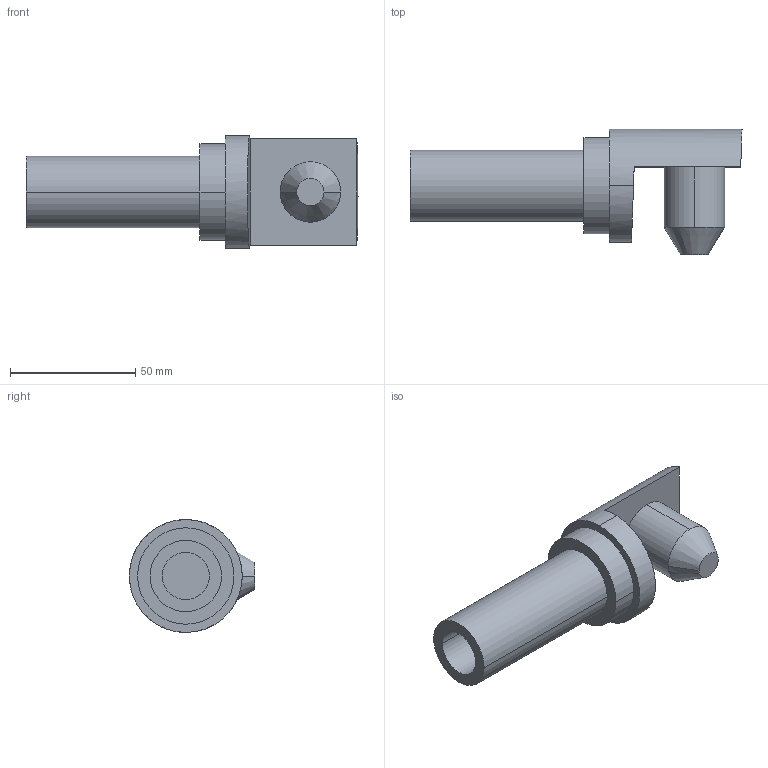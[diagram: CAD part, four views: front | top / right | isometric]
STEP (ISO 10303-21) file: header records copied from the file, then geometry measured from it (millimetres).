
FILE_DESCRIPTION (( 'STEP AP214' ), '1' );
FILE_NAME ('PC2V319092023.SLDPCRT.STEP', '2023-10-17T10:39:36', ( '' ), ( '' ), 'SwSTEP 2.0', 'SolidWorks 2022', '' );
FILE_SCHEMA (( 'AUTOMOTIVE_DESIGN' ));
Length unit declared in the file: millimetre
Products named in the file (1): PC2V319092023.SLDPCRT
Bounding box: 132.37 x 49.96 x 45 mm (x, y, z)
Volume: 82589 mm3; surface area: 22967.5 mm2
Topology: 1 solids, 1 shells, 20 faces, 42 edges, 28 vertices
Faces by surface type: cylinder 10, plane 8, cone 2
Entity records: 582 total; most frequent: CARTESIAN_POINT 103, DIRECTION 102, ORIENTED_EDGE 84, AXIS2_PLACEMENT_3D 43, EDGE_CURVE 42, VERTEX_POINT 28, EDGE_LOOP 24, CIRCLE 22
